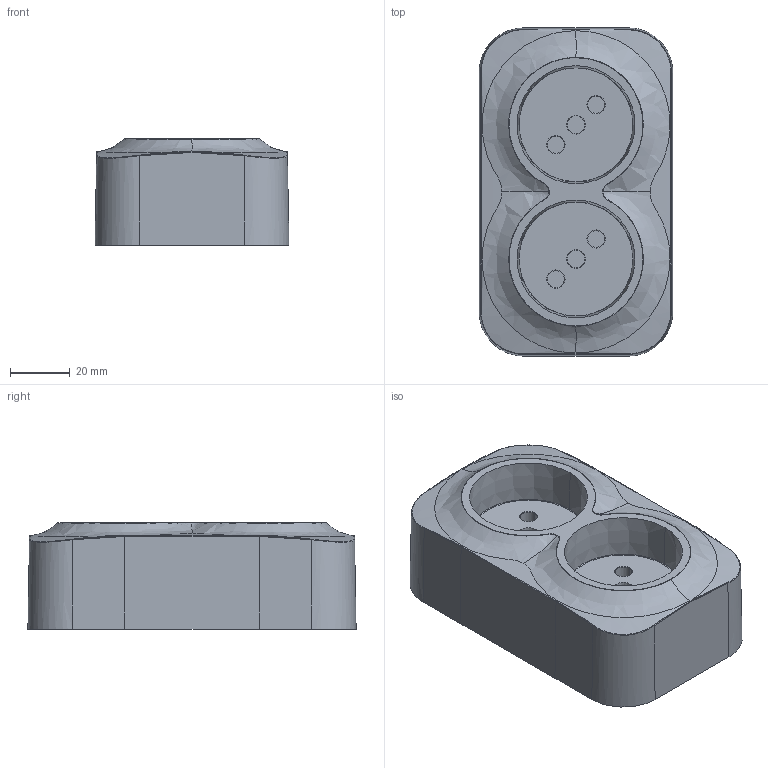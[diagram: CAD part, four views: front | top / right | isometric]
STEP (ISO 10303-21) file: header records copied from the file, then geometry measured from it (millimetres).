
FILE_DESCRIPTION (( 'STEP AP214' ), '1' );
FILE_NAME ('782231.STEP', '2025-06-17T08:31:59', ( '' ), ( '' ), 'SwSTEP 2.0', 'SolidWorks 2022', '' );
FILE_SCHEMA (( 'AUTOMOTIVE_DESIGN' ));
Products named in the file (1): 782231
Bounding box: 65 x 110 x 35.6 mm (x, y, z)
Volume: 195354.9 mm3; surface area: 28959.6 mm2
Topology: 1 solids, 24 shells, 219 faces, 455 edges, 292 vertices
Faces by surface type: bspline 94, plane 64, cylinder 35, torus 18, cone 8
Entity records: 218071 total; most frequent: CARTESIAN_POINT 214181, ORIENTED_EDGE 910, DIRECTION 512, EDGE_CURVE 455, VERTEX_POINT 292, B_SPLINE_CURVE_WITH_KNOTS 267, EDGE_LOOP 227, FACE_OUTER_BOUND 219
